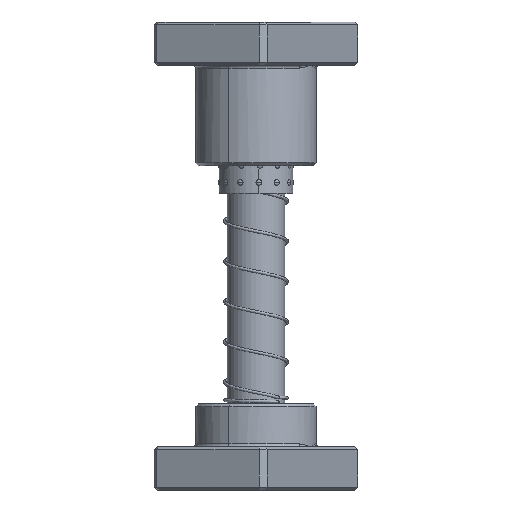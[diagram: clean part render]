
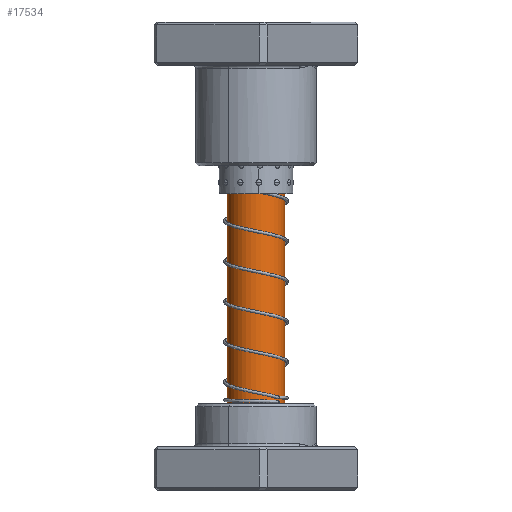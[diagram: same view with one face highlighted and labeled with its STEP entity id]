
A CAD part, front view. The second image highlights one B-rep face of the part: STEP entity #17534.
In plain terms, the highlighted cylindrical face has radius 10 mm (diameter 20 mm), a partial arc.
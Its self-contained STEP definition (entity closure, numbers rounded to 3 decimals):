
#33 = VERTEX_POINT ( 'NONE', #14445 ) ;
#527 = DIRECTION ( 'NONE',  ( 0., 0., -1. ) ) ;
#786 = CARTESIAN_POINT ( 'NONE',  ( 10., 0., 127.5 ) ) ;
#908 = CARTESIAN_POINT ( 'NONE',  ( 10., 0., 130. ) ) ;
#2671 = EDGE_LOOP ( 'NONE', ( #34596, #9792, #15511, #8941 ) ) ;
#2847 = VECTOR ( 'NONE', #23792, 1000. ) ;
#2861 = VERTEX_POINT ( 'NONE', #786 ) ;
#3717 = DIRECTION ( 'NONE',  ( 0., 0., -1. ) ) ;
#4141 = CIRCLE ( 'NONE', #33057, 10. ) ;
#5028 = CIRCLE ( 'NONE', #27693, 10. ) ;
#6489 = LINE ( 'NONE', #34088, #27838 ) ;
#8941 = ORIENTED_EDGE ( 'NONE', *, *, #35052, .F. ) ;
#9394 = AXIS2_PLACEMENT_3D ( 'NONE', #13036, #21602, #15807 ) ;
#9792 = ORIENTED_EDGE ( 'NONE', *, *, #27721, .T. ) ;
#13036 = CARTESIAN_POINT ( 'NONE',  ( 0., 0., 130. ) ) ;
#13270 = FACE_OUTER_BOUND ( 'NONE', #2671, .T. ) ;
#14445 = CARTESIAN_POINT ( 'NONE',  ( -10., 0., 19. ) ) ;
#15511 = ORIENTED_EDGE ( 'NONE', *, *, #16043, .T. ) ;
#15807 = DIRECTION ( 'NONE',  ( -1., 0., 0. ) ) ;
#16043 = EDGE_CURVE ( 'NONE', #18945, #33, #6489, .T. ) ;
#17203 = CARTESIAN_POINT ( 'NONE',  ( 0., 0., 127.5 ) ) ;
#17390 = EDGE_CURVE ( 'NONE', #2861, #26759, #25098, .T. ) ;
#17422 = DIRECTION ( 'NONE',  ( 0., 0., -1. ) ) ;
#17534 = ADVANCED_FACE ( 'NONE', ( #13270 ), #34634, .T. ) ;
#18945 = VERTEX_POINT ( 'NONE', #35955 ) ;
#20034 = DIRECTION ( 'NONE',  ( 1., 0., 0. ) ) ;
#20402 = CARTESIAN_POINT ( 'NONE',  ( 0., 0., 19. ) ) ;
#21602 = DIRECTION ( 'NONE',  ( 0., 0., -1. ) ) ;
#23161 = CARTESIAN_POINT ( 'NONE',  ( 10., 0., 19. ) ) ;
#23218 = DIRECTION ( 'NONE',  ( -1., 0., 0. ) ) ;
#23792 = DIRECTION ( 'NONE',  ( 0., 0., -1. ) ) ;
#25098 = LINE ( 'NONE', #908, #2847 ) ;
#26759 = VERTEX_POINT ( 'NONE', #23161 ) ;
#27693 = AXIS2_PLACEMENT_3D ( 'NONE', #20402, #3717, #23218 ) ;
#27721 = EDGE_CURVE ( 'NONE', #2861, #18945, #4141, .T. ) ;
#27838 = VECTOR ( 'NONE', #17422, 1000. ) ;
#33057 = AXIS2_PLACEMENT_3D ( 'NONE', #17203, #527, #20034 ) ;
#34088 = CARTESIAN_POINT ( 'NONE',  ( -10., 0., 130. ) ) ;
#34596 = ORIENTED_EDGE ( 'NONE', *, *, #17390, .F. ) ;
#34634 = CYLINDRICAL_SURFACE ( 'NONE', #9394, 10. ) ;
#35052 = EDGE_CURVE ( 'NONE', #26759, #33, #5028, .T. ) ;
#35955 = CARTESIAN_POINT ( 'NONE',  ( -10., 0., 127.5 ) ) ;
